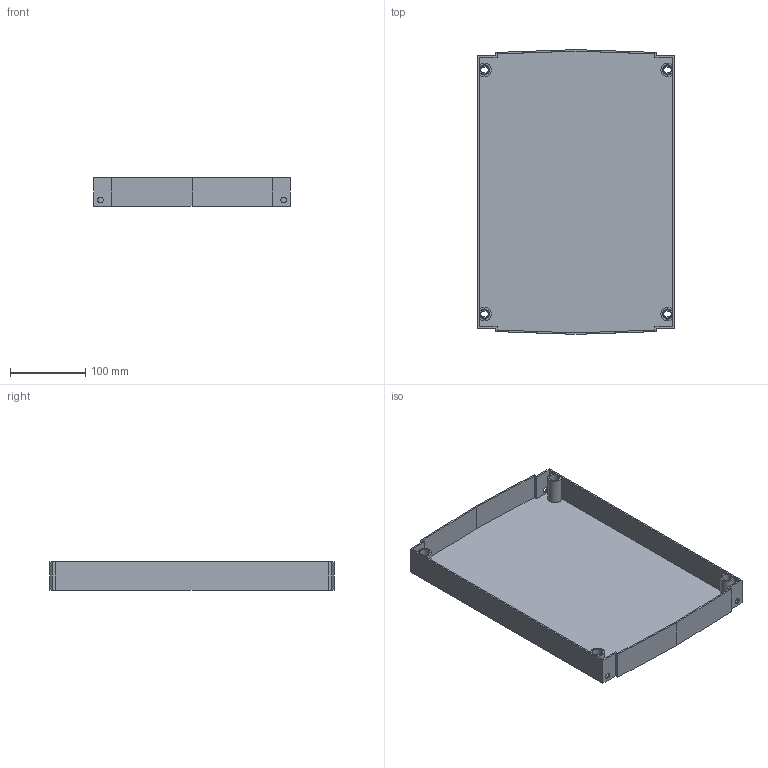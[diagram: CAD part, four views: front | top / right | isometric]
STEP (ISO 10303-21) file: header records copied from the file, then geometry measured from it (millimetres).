
FILE_DESCRIPTION (( 'STEP AP214' ), '1' );
FILE_NAME ('FP 4030 D.STEP', '2016-07-22T08:09:37', ( '' ), ( '' ), 'SwSTEP 2.0', 'SolidWorks 2015', '' );
FILE_SCHEMA (( 'AUTOMOTIVE_DESIGN' ));
Length unit declared in the file: millimetre
Products named in the file (1): FP 4030 D
Bounding box: 261.8 x 379 x 37.3 mm (x, y, z)
Volume: 297547.7 mm3; surface area: 296805.7 mm2
Topology: 1 solids, 1 shells, 149 faces, 390 edges, 260 vertices
Faces by surface type: plane 107, cylinder 42
Entity records: 4650 total; most frequent: CARTESIAN_POINT 800, DIRECTION 790, ORIENTED_EDGE 780, EDGE_CURVE 390, LINE 290, VECTOR 290, VERTEX_POINT 260, AXIS2_PLACEMENT_3D 250
